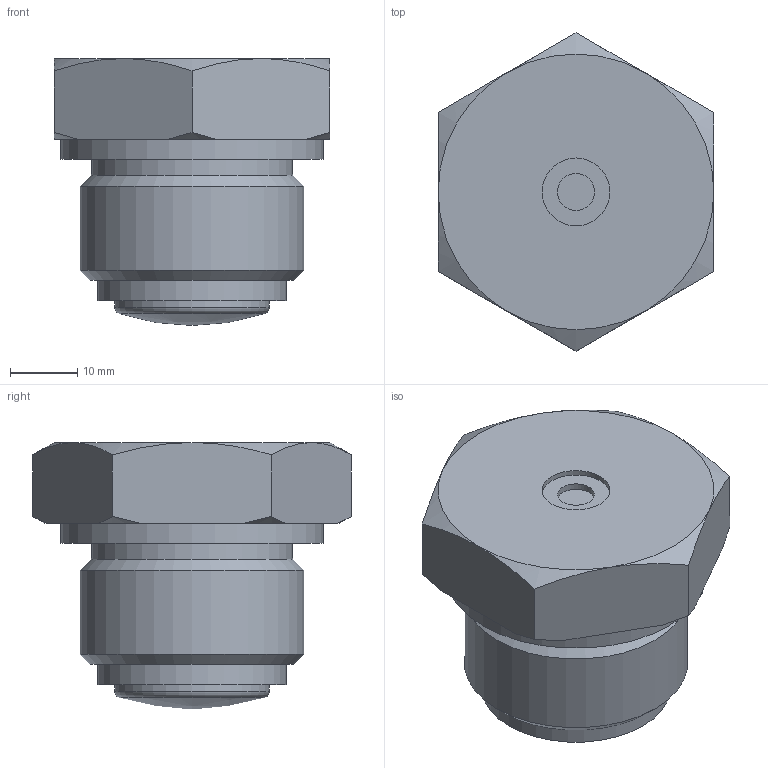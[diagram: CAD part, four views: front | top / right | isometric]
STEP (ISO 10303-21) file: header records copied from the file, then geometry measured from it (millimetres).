
FILE_DESCRIPTION(/* description */ (''),/* implementation_level */ '2;1');
FILE_NAME(/* name */ '31422W.stp',/* time_stamp */ '2018-02-06T13:48:26+01:00',/* author */ ('acgl'),/* organization */ (''),/* preprocessor_version */ 'ST-DEVELOPER v15.6',/* originating_system */ 'Autodesk Inventor 2015',/* authorisation */ '');
FILE_SCHEMA (('AUTOMOTIVE_DESIGN { 1 0 10303 214 3 1 1 }'));
Length unit declared in the file: centimetre
Products named in the file (1): 31422W-1
Bounding box: 41 x 47.34 x 39.7 mm (x, y, z)
Volume: 38831.7 mm3; surface area: 7313.1 mm2
Topology: 1 solids, 1 shells, 36 faces, 75 edges, 47 vertices
Faces by surface type: cone 14, plane 13, cylinder 7, torus 1, sphere 1
Full cylindrical faces by diameter (mm): 5.5 x1, 10.1 x1, 22.98 x1, 28 x1, 29.9 x1, 33.25 x1, 39 x1
Entity records: 946 total; most frequent: CARTESIAN_POINT 195, DIRECTION 142, ORIENTED_EDGE 128, AXIS2_PLACEMENT_3D 65, EDGE_CURVE 64, EDGE_LOOP 52, VERTEX_POINT 46, STYLED_ITEM 37
